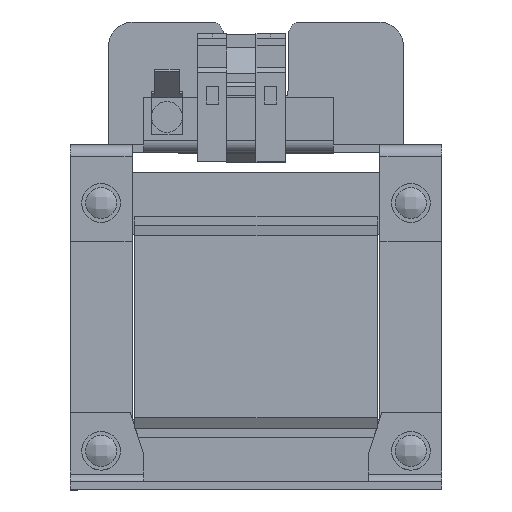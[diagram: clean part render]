
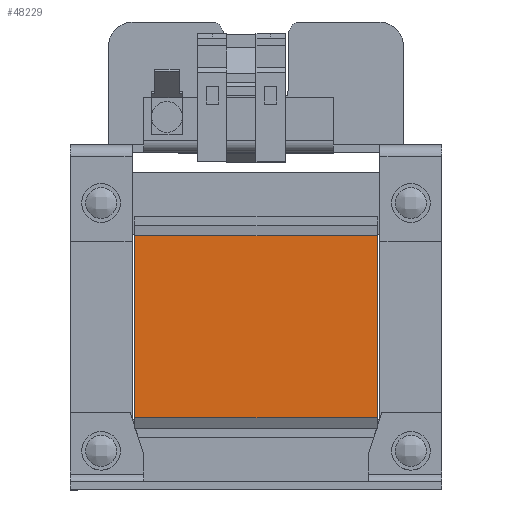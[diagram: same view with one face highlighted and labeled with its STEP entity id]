
A CAD part, top view. The second image highlights one B-rep face of the part: STEP entity #48229.
In plain terms, the highlighted planar face has unit normal (0, 0, 1).
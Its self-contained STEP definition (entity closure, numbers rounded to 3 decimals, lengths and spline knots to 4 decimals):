
#2153 = VECTOR ( 'NONE', #8318, 39.3701 ) ;
#2703 = FACE_OUTER_BOUND ( 'NONE', #29647, .T. ) ;
#3269 = LINE ( 'NONE', #11438, #53592 ) ;
#3526 = DIRECTION ( 'NONE',  ( -1., 0., 0. ) ) ;
#7475 = AXIS2_PLACEMENT_3D ( 'NONE', #28542, #27436, #23507 ) ;
#7627 = ORIENTED_EDGE ( 'NONE', *, *, #20273, .F. ) ;
#8318 = DIRECTION ( 'NONE',  ( 0., 1., 0. ) ) ;
#10274 = CARTESIAN_POINT ( 'NONE',  ( -1.2323, 0.9252, 1.4665 ) ) ;
#10479 = VERTEX_POINT ( 'NONE', #10274 ) ;
#11168 = DIRECTION ( 'NONE',  ( 0., 1., 0. ) ) ;
#11438 = CARTESIAN_POINT ( 'NONE',  ( 1.2323, 0., 1.4665 ) ) ;
#11842 = DIRECTION ( 'NONE',  ( -1., 0., 0. ) ) ;
#11954 = CARTESIAN_POINT ( 'NONE',  ( -1.2323, -0.9252, 1.4665 ) ) ;
#20273 = EDGE_CURVE ( 'NONE', #49796, #10479, #41474, .T. ) ;
#22131 = VERTEX_POINT ( 'NONE', #40961 ) ;
#23507 = DIRECTION ( 'NONE',  ( 0., 1., 0. ) ) ;
#25525 = ORIENTED_EDGE ( 'NONE', *, *, #26480, .T. ) ;
#26480 = EDGE_CURVE ( 'NONE', #46354, #22131, #3269, .T. ) ;
#27436 = DIRECTION ( 'NONE',  ( 0., 0., -1. ) ) ;
#28542 = CARTESIAN_POINT ( 'NONE',  ( -1.2323, 0., 1.4665 ) ) ;
#29647 = EDGE_LOOP ( 'NONE', ( #34933, #7627, #34233, #25525 ) ) ;
#29798 = LINE ( 'NONE', #55375, #46539 ) ;
#31078 = EDGE_CURVE ( 'NONE', #46354, #49796, #33280, .T. ) ;
#33280 = LINE ( 'NONE', #11954, #44982 ) ;
#34233 = ORIENTED_EDGE ( 'NONE', *, *, #31078, .F. ) ;
#34933 = ORIENTED_EDGE ( 'NONE', *, *, #50321, .T. ) ;
#40961 = CARTESIAN_POINT ( 'NONE',  ( 1.2323, 0.9252, 1.4665 ) ) ;
#41474 = LINE ( 'NONE', #46787, #2153 ) ;
#44982 = VECTOR ( 'NONE', #3526, 39.3701 ) ;
#45655 = PLANE ( 'NONE',  #7475 ) ;
#46354 = VERTEX_POINT ( 'NONE', #51335 ) ;
#46539 = VECTOR ( 'NONE', #11842, 39.3701 ) ;
#46787 = CARTESIAN_POINT ( 'NONE',  ( -1.2323, 0., 1.4665 ) ) ;
#48229 = ADVANCED_FACE ( 'NONE', ( #2703 ), #45655, .F. ) ;
#49796 = VERTEX_POINT ( 'NONE', #52955 ) ;
#50321 = EDGE_CURVE ( 'NONE', #22131, #10479, #29798, .T. ) ;
#51335 = CARTESIAN_POINT ( 'NONE',  ( 1.2323, -0.9252, 1.4665 ) ) ;
#52955 = CARTESIAN_POINT ( 'NONE',  ( -1.2323, -0.9252, 1.4665 ) ) ;
#53592 = VECTOR ( 'NONE', #11168, 39.3701 ) ;
#55375 = CARTESIAN_POINT ( 'NONE',  ( -1.2323, 0.9252, 1.4665 ) ) ;
